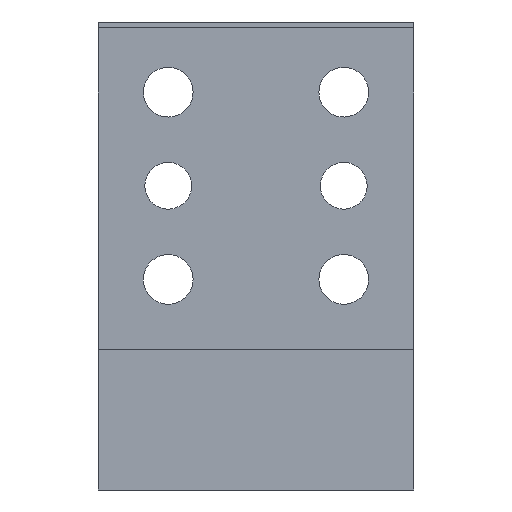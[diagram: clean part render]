
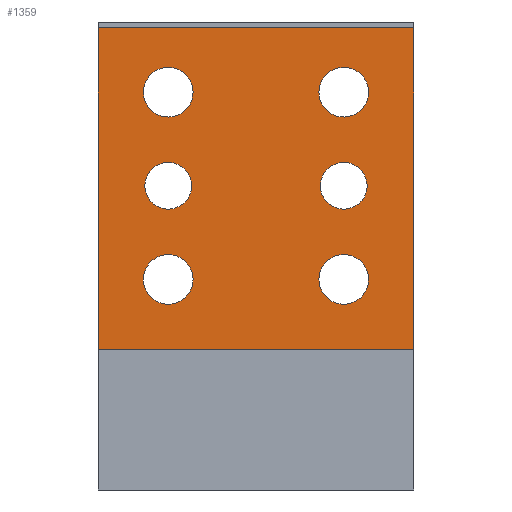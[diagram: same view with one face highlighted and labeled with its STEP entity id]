
A CAD part, front view. The second image highlights one B-rep face of the part: STEP entity #1359.
In plain terms, the highlighted planar face has unit normal (0, -1, 0).
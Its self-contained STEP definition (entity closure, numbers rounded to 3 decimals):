
#143=CARTESIAN_POINT('Vertex',(-27.,-70.,24.)) ;
#146=CARTESIAN_POINT('Line Origine',(-27.,-70.,51.5)) ;
#150=CARTESIAN_POINT('Vertex',(-27.,-70.,79.)) ;
#232=CARTESIAN_POINT('Vertex',(27.,-70.,79.)) ;
#235=CARTESIAN_POINT('Line Origine',(27.,-70.,51.5)) ;
#239=CARTESIAN_POINT('Vertex',(27.,-70.,24.)) ;
#1222=CARTESIAN_POINT('Line Origine',(0.,-70.,24.)) ;
#1235=CARTESIAN_POINT('Axis2P3D Location',(0.,-70.,79.5)) ;
#1240=CARTESIAN_POINT('Line Origine',(0.,-70.,79.)) ;
#1251=CARTESIAN_POINT('Axis2P3D Location',(-15.,-70.,52.)) ;
#1255=CARTESIAN_POINT('Vertex',(-11.49,-70.,50.082)) ;
#1257=CARTESIAN_POINT('Vertex',(-18.51,-70.,53.918)) ;
#1260=CARTESIAN_POINT('Axis2P3D Location',(-15.,-70.,52.)) ;
#1269=CARTESIAN_POINT('Axis2P3D Location',(15.,-70.,52.)) ;
#1273=CARTESIAN_POINT('Vertex',(18.51,-70.,50.082)) ;
#1275=CARTESIAN_POINT('Vertex',(11.49,-70.,53.918)) ;
#1278=CARTESIAN_POINT('Axis2P3D Location',(15.,-70.,52.)) ;
#1287=CARTESIAN_POINT('Axis2P3D Location',(-15.,-70.,36.)) ;
#1291=CARTESIAN_POINT('Vertex',(-11.27,-70.,33.962)) ;
#1293=CARTESIAN_POINT('Vertex',(-18.73,-70.,38.038)) ;
#1296=CARTESIAN_POINT('Axis2P3D Location',(-15.,-70.,36.)) ;
#1305=CARTESIAN_POINT('Axis2P3D Location',(-15.,-70.,68.)) ;
#1309=CARTESIAN_POINT('Vertex',(-11.27,-70.,65.962)) ;
#1311=CARTESIAN_POINT('Vertex',(-18.73,-70.,70.038)) ;
#1314=CARTESIAN_POINT('Axis2P3D Location',(-15.,-70.,68.)) ;
#1323=CARTESIAN_POINT('Axis2P3D Location',(15.,-70.,36.)) ;
#1327=CARTESIAN_POINT('Vertex',(18.73,-70.,33.962)) ;
#1329=CARTESIAN_POINT('Vertex',(11.27,-70.,38.038)) ;
#1332=CARTESIAN_POINT('Axis2P3D Location',(15.,-70.,36.)) ;
#1341=CARTESIAN_POINT('Axis2P3D Location',(15.,-70.,68.)) ;
#1345=CARTESIAN_POINT('Vertex',(18.73,-70.,65.962)) ;
#1347=CARTESIAN_POINT('Vertex',(11.27,-70.,70.038)) ;
#1350=CARTESIAN_POINT('Axis2P3D Location',(15.,-70.,68.)) ;
#148=VECTOR('Line Direction',#147,1.) ;
#237=VECTOR('Line Direction',#236,1.) ;
#1224=VECTOR('Line Direction',#1223,1.) ;
#1242=VECTOR('Line Direction',#1241,1.) ;
#147=DIRECTION('Vector Direction',(0.,0.,-1.)) ;
#236=DIRECTION('Vector Direction',(0.,0.,-1.)) ;
#1223=DIRECTION('Vector Direction',(-1.,0.,0.)) ;
#1236=DIRECTION('Axis2P3D Direction',(0.,-1.,0.)) ;
#1237=DIRECTION('Axis2P3D XDirection',(0.,0.,-1.)) ;
#1241=DIRECTION('Vector Direction',(-1.,0.,0.)) ;
#1252=DIRECTION('Axis2P3D Direction',(0.,-1.,0.)) ;
#1261=DIRECTION('Axis2P3D Direction',(0.,-1.,0.)) ;
#1270=DIRECTION('Axis2P3D Direction',(0.,-1.,0.)) ;
#1279=DIRECTION('Axis2P3D Direction',(0.,-1.,0.)) ;
#1288=DIRECTION('Axis2P3D Direction',(0.,-1.,0.)) ;
#1297=DIRECTION('Axis2P3D Direction',(0.,-1.,0.)) ;
#1306=DIRECTION('Axis2P3D Direction',(0.,-1.,0.)) ;
#1315=DIRECTION('Axis2P3D Direction',(0.,-1.,0.)) ;
#1324=DIRECTION('Axis2P3D Direction',(0.,-1.,0.)) ;
#1333=DIRECTION('Axis2P3D Direction',(0.,-1.,0.)) ;
#1342=DIRECTION('Axis2P3D Direction',(0.,-1.,0.)) ;
#1351=DIRECTION('Axis2P3D Direction',(0.,-1.,0.)) ;
#1238=AXIS2_PLACEMENT_3D('Plane Axis2P3D',#1235,#1236,#1237) ;
#1253=AXIS2_PLACEMENT_3D('Circle Axis2P3D',#1251,#1252,$) ;
#1262=AXIS2_PLACEMENT_3D('Circle Axis2P3D',#1260,#1261,$) ;
#1271=AXIS2_PLACEMENT_3D('Circle Axis2P3D',#1269,#1270,$) ;
#1280=AXIS2_PLACEMENT_3D('Circle Axis2P3D',#1278,#1279,$) ;
#1289=AXIS2_PLACEMENT_3D('Circle Axis2P3D',#1287,#1288,$) ;
#1298=AXIS2_PLACEMENT_3D('Circle Axis2P3D',#1296,#1297,$) ;
#1307=AXIS2_PLACEMENT_3D('Circle Axis2P3D',#1305,#1306,$) ;
#1316=AXIS2_PLACEMENT_3D('Circle Axis2P3D',#1314,#1315,$) ;
#1325=AXIS2_PLACEMENT_3D('Circle Axis2P3D',#1323,#1324,$) ;
#1334=AXIS2_PLACEMENT_3D('Circle Axis2P3D',#1332,#1333,$) ;
#1343=AXIS2_PLACEMENT_3D('Circle Axis2P3D',#1341,#1342,$) ;
#1352=AXIS2_PLACEMENT_3D('Circle Axis2P3D',#1350,#1351,$) ;
#149=LINE('Line',#146,#148) ;
#238=LINE('Line',#235,#237) ;
#1225=LINE('Line',#1222,#1224) ;
#1243=LINE('Line',#1240,#1242) ;
#1254=CIRCLE('generated circle',#1253,4.) ;
#1263=CIRCLE('generated circle',#1262,4.) ;
#1272=CIRCLE('generated circle',#1271,4.) ;
#1281=CIRCLE('generated circle',#1280,4.) ;
#1290=CIRCLE('generated circle',#1289,4.25) ;
#1299=CIRCLE('generated circle',#1298,4.25) ;
#1308=CIRCLE('generated circle',#1307,4.25) ;
#1317=CIRCLE('generated circle',#1316,4.25) ;
#1326=CIRCLE('generated circle',#1325,4.25) ;
#1335=CIRCLE('generated circle',#1334,4.25) ;
#1344=CIRCLE('generated circle',#1343,4.25) ;
#1353=CIRCLE('generated circle',#1352,4.25) ;
#1239=PLANE('',#1238) ;
#1268=FACE_BOUND('',#1265,.T.) ;
#1286=FACE_BOUND('',#1283,.T.) ;
#1304=FACE_BOUND('',#1301,.T.) ;
#1322=FACE_BOUND('',#1319,.T.) ;
#1340=FACE_BOUND('',#1337,.T.) ;
#1358=FACE_BOUND('',#1355,.T.) ;
#152=EDGE_CURVE('',#151,#144,#149,.T.) ;
#241=EDGE_CURVE('',#233,#240,#238,.T.) ;
#1226=EDGE_CURVE('',#240,#144,#1225,.T.) ;
#1244=EDGE_CURVE('',#233,#151,#1243,.T.) ;
#1259=EDGE_CURVE('',#1256,#1258,#1254,.T.) ;
#1264=EDGE_CURVE('',#1258,#1256,#1263,.T.) ;
#1277=EDGE_CURVE('',#1274,#1276,#1272,.T.) ;
#1282=EDGE_CURVE('',#1276,#1274,#1281,.T.) ;
#1295=EDGE_CURVE('',#1292,#1294,#1290,.T.) ;
#1300=EDGE_CURVE('',#1294,#1292,#1299,.T.) ;
#1313=EDGE_CURVE('',#1310,#1312,#1308,.T.) ;
#1318=EDGE_CURVE('',#1312,#1310,#1317,.T.) ;
#1331=EDGE_CURVE('',#1328,#1330,#1326,.T.) ;
#1336=EDGE_CURVE('',#1330,#1328,#1335,.T.) ;
#1349=EDGE_CURVE('',#1346,#1348,#1344,.T.) ;
#1354=EDGE_CURVE('',#1348,#1346,#1353,.T.) ;
#1246=ORIENTED_EDGE('',*,*,#1226,.F.) ;
#1247=ORIENTED_EDGE('',*,*,#241,.F.) ;
#1248=ORIENTED_EDGE('',*,*,#1244,.T.) ;
#1249=ORIENTED_EDGE('',*,*,#152,.T.) ;
#1266=ORIENTED_EDGE('',*,*,#1259,.F.) ;
#1267=ORIENTED_EDGE('',*,*,#1264,.F.) ;
#1284=ORIENTED_EDGE('',*,*,#1277,.F.) ;
#1285=ORIENTED_EDGE('',*,*,#1282,.F.) ;
#1302=ORIENTED_EDGE('',*,*,#1295,.F.) ;
#1303=ORIENTED_EDGE('',*,*,#1300,.F.) ;
#1320=ORIENTED_EDGE('',*,*,#1313,.F.) ;
#1321=ORIENTED_EDGE('',*,*,#1318,.F.) ;
#1338=ORIENTED_EDGE('',*,*,#1331,.F.) ;
#1339=ORIENTED_EDGE('',*,*,#1336,.F.) ;
#1356=ORIENTED_EDGE('',*,*,#1349,.F.) ;
#1357=ORIENTED_EDGE('',*,*,#1354,.F.) ;
#1245=EDGE_LOOP('',(#1246,#1247,#1248,#1249)) ;
#1265=EDGE_LOOP('',(#1266,#1267)) ;
#1283=EDGE_LOOP('',(#1284,#1285)) ;
#1301=EDGE_LOOP('',(#1302,#1303)) ;
#1319=EDGE_LOOP('',(#1320,#1321)) ;
#1337=EDGE_LOOP('',(#1338,#1339)) ;
#1355=EDGE_LOOP('',(#1356,#1357)) ;
#144=VERTEX_POINT('',#143) ;
#151=VERTEX_POINT('',#150) ;
#233=VERTEX_POINT('',#232) ;
#240=VERTEX_POINT('',#239) ;
#1256=VERTEX_POINT('',#1255) ;
#1258=VERTEX_POINT('',#1257) ;
#1274=VERTEX_POINT('',#1273) ;
#1276=VERTEX_POINT('',#1275) ;
#1292=VERTEX_POINT('',#1291) ;
#1294=VERTEX_POINT('',#1293) ;
#1310=VERTEX_POINT('',#1309) ;
#1312=VERTEX_POINT('',#1311) ;
#1328=VERTEX_POINT('',#1327) ;
#1330=VERTEX_POINT('',#1329) ;
#1346=VERTEX_POINT('',#1345) ;
#1348=VERTEX_POINT('',#1347) ;
#1359=ADVANCED_FACE('PartBody',(#1250,#1268,#1286,#1304,#1322,#1340,#1358),#1239,.T.) ;
#1250=FACE_OUTER_BOUND('',#1245,.T.) ;
